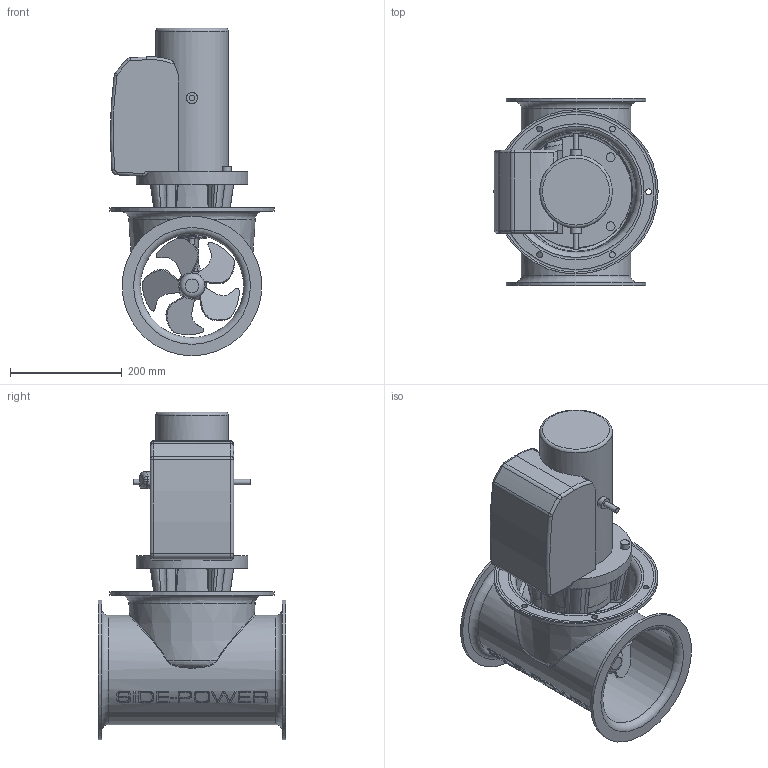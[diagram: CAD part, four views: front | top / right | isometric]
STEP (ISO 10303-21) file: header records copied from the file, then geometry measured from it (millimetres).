
FILE_DESCRIPTION(/* description */ (''),/* implementation_level */ '2;1');
FILE_NAME(/* name */ 'SE80-185TC STERN.stp',/* time_stamp */ '2018-03-23T14:39:34+01:00',/* author */ ('elvira'),/* organization */ (''),/* preprocessor_version */ 'ST-DEVELOPER v17',/* originating_system */ 'Autodesk Inventor 2018',/* authorisation */ '');
FILE_SCHEMA (('AUTOMOTIVE_DESIGN { 1 0 10303 214 3 1 1 }'));
Products named in the file (1): SM-137756
Bounding box: 294 x 335 x 586.5 mm (x, y, z)
Volume: 10951157.9 mm3; surface area: 1060340 mm2
Topology: 4 solids, 4 shells, 530 faces, 1408 edges, 920 vertices
Faces by surface type: bspline 239, plane 174, cylinder 72, torus 23, cone 20, sphere 2
Full cylindrical faces by diameter (mm): 8.7 x2, 10 x2, 10.5 x6, 16 x4, 20 x2, 32 x1, 33 x1, 44.7 x2, 130 x1, 185 x1, 196 x1, 200 x1, 250 x2, 294 x1
Entity records: 37203 total; most frequent: CARTESIAN_POINT 24858, ORIENTED_EDGE 2816, DIRECTION 1801, EDGE_CURVE 1408, VERTEX_POINT 920, AXIS2_PLACEMENT_3D 651, EDGE_LOOP 590, B_SPLINE_CURVE_WITH_KNOTS 550
